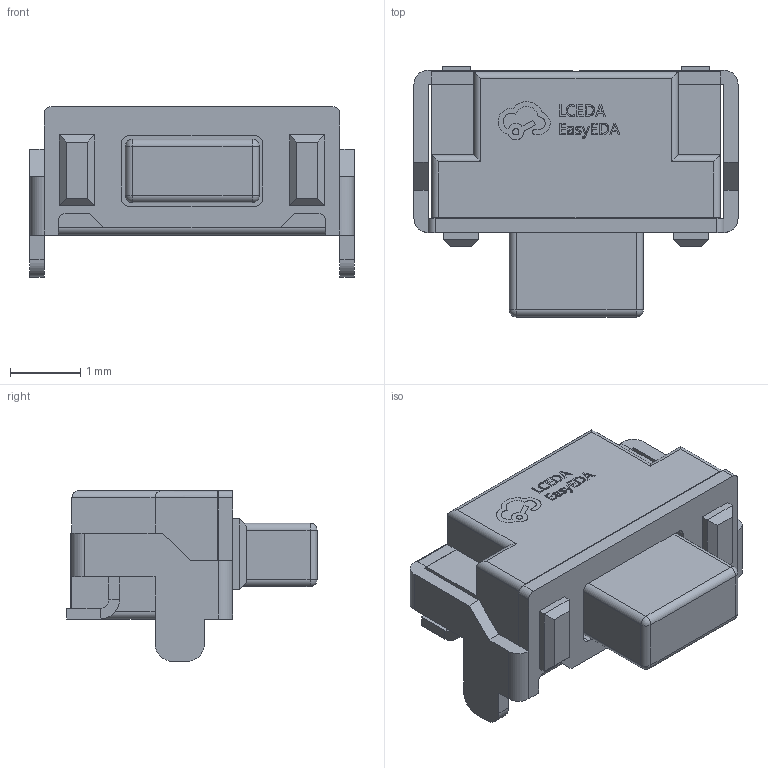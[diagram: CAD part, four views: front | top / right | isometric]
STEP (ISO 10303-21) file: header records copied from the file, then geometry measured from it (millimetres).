
FILE_DESCRIPTION (( 'STEP AP214' ), '1' );
FILE_NAME ('SW-SMD_L4.6-W3.5-H1.8-P4.3.step', '2022-07-26T15:20:33', ( '' ), ( '' ), 'SwSTEP 2.0', 'SolidWorks 2020', '' );
FILE_SCHEMA (( 'AUTOMOTIVE_DESIGN' ));
Length unit declared in the file: millimetre
Products named in the file (1): SW-SMD_L4.6-W3.5-H1.8-P4.3
Bounding box: 4.6 x 3.55 x 2.42 mm (x, y, z)
Volume: 18.3 mm3; surface area: 93.1 mm2
Topology: 18 solids, 18 shells, 506 faces, 1327 edges, 864 vertices
Faces by surface type: plane 324, bspline 112, cylinder 66, sphere 4
Entity records: 21713 total; most frequent: CARTESIAN_POINT 4828, ORIENTED_EDGE 2646, DIRECTION 1987, EDGE_CURVE 1323, LINE 973, VECTOR 973, VERTEX_POINT 864, EDGE_LOOP 531
